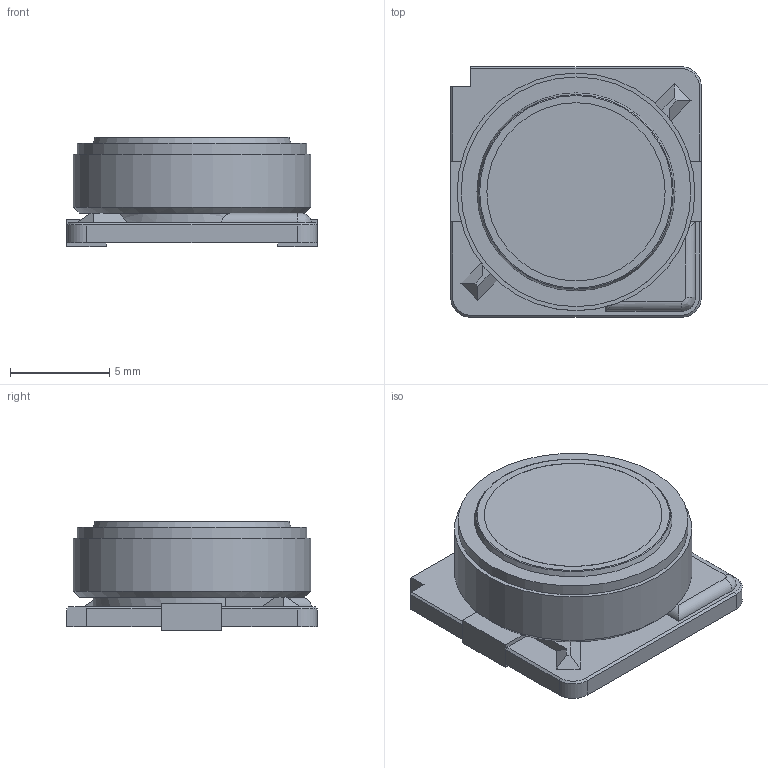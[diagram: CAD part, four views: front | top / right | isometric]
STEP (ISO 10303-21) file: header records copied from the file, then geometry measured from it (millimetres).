
FILE_DESCRIPTION(/* description */ (''),/* implementation_level */ '2;1');
FILE_NAME(/* name */ 'TDK - SLF12555.step',/* time_stamp */ '2019-11-22T13:00:52+00:00',/* author */ (''),/* organization */ (''),/* preprocessor_version */ 'ST-DEVELOPER v18',/* originating_system */ 'Autodesk Translation Framework v8.12.0.6',/* authorisation */ '');
FILE_SCHEMA (('AUTOMOTIVE_DESIGN { 1 0 10303 214 3 1 1 }'));
Length unit declared in the file: millimetre
Products named in the file (1): TDK - SLF12555
Bounding box: 12.67 x 12.65 x 5.53 mm (x, y, z)
Volume: 626 mm3; surface area: 578.6 mm2
Topology: 1 solids, 1 shells, 67 faces, 175 edges, 113 vertices
Faces by surface type: plane 47, cylinder 13, cone 5, bspline 1, torus 1
Full cylindrical faces by diameter (mm): 9 x1, 11.6 x1, 12 x1
Entity records: 2145 total; most frequent: CARTESIAN_POINT 382, DIRECTION 354, ORIENTED_EDGE 350, EDGE_CURVE 175, LINE 126, VECTOR 126, AXIS2_PLACEMENT_3D 114, VERTEX_POINT 113
